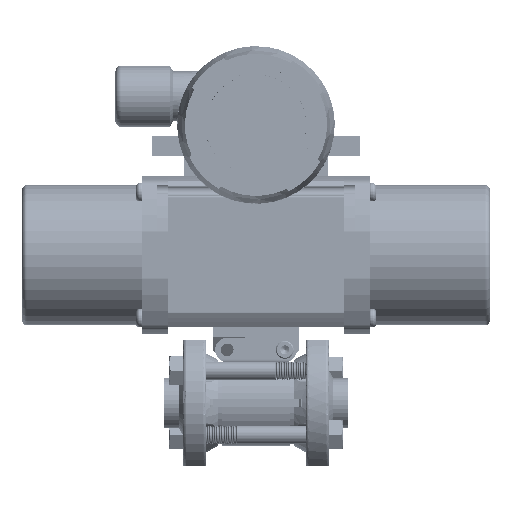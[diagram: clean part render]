
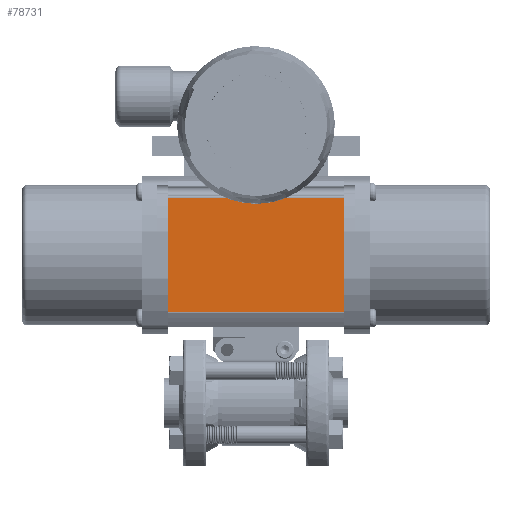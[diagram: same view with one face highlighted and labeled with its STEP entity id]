
A CAD part, top view. The second image highlights one B-rep face of the part: STEP entity #78731.
In plain terms, the highlighted planar face has unit normal (0, 0, 1).
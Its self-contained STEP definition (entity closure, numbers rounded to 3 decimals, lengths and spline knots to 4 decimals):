
#16359 = VECTOR ( 'NONE', #75709, 39.3701 ) ;
#27988 = VERTEX_POINT ( 'NONE', #117693 ) ;
#39079 = PLANE ( 'NONE',  #195194 ) ;
#39582 = EDGE_CURVE ( 'NONE', #151940, #205692, #62242, .T. ) ;
#44360 = VERTEX_POINT ( 'NONE', #54794 ) ;
#49124 = FACE_OUTER_BOUND ( 'NONE', #198233, .T. ) ;
#49457 = DIRECTION ( 'NONE',  ( 0., 1., 0. ) ) ;
#54794 = CARTESIAN_POINT ( 'NONE',  ( -1.5275, 1.5679, 1.17 ) ) ;
#56500 = DIRECTION ( 'NONE',  ( 0., -1., 0. ) ) ;
#62242 = LINE ( 'NONE', #195104, #16359 ) ;
#64585 = CARTESIAN_POINT ( 'NONE',  ( -5.0403, 1.5679, 1.17 ) ) ;
#67969 = ORIENTED_EDGE ( 'NONE', *, *, #39582, .F. ) ;
#72422 = LINE ( 'NONE', #169761, #118123 ) ;
#75709 = DIRECTION ( 'NONE',  ( 0., -1., 0. ) ) ;
#78731 = ADVANCED_FACE ( 'NONE', ( #49124 ), #39079, .F. ) ;
#102186 = CARTESIAN_POINT ( 'NONE',  ( 1.5275, 3.5621, 1.17 ) ) ;
#105792 = CARTESIAN_POINT ( 'NONE',  ( -5.0403, 3.5621, 1.17 ) ) ;
#112122 = ORIENTED_EDGE ( 'NONE', *, *, #164393, .T. ) ;
#114343 = ORIENTED_EDGE ( 'NONE', *, *, #181482, .F. ) ;
#117693 = CARTESIAN_POINT ( 'NONE',  ( -1.5275, 3.5621, 1.17 ) ) ;
#118123 = VECTOR ( 'NONE', #49457, 39.3701 ) ;
#123052 = DIRECTION ( 'NONE',  ( -1., 0., 0. ) ) ;
#123289 = ORIENTED_EDGE ( 'NONE', *, *, #184820, .T. ) ;
#136413 = CARTESIAN_POINT ( 'NONE',  ( 1.5275, 1.5679, 1.17 ) ) ;
#140551 = VECTOR ( 'NONE', #184780, 39.3701 ) ;
#151940 = VERTEX_POINT ( 'NONE', #102186 ) ;
#159459 = DIRECTION ( 'NONE',  ( 0., 0., -1. ) ) ;
#164393 = EDGE_CURVE ( 'NONE', #44360, #205692, #180917, .T. ) ;
#169761 = CARTESIAN_POINT ( 'NONE',  ( -1.5275, 3.5694, 1.17 ) ) ;
#175972 = CARTESIAN_POINT ( 'NONE',  ( -5.0403, 3.5694, 1.17 ) ) ;
#180917 = LINE ( 'NONE', #64585, #140551 ) ;
#181482 = EDGE_CURVE ( 'NONE', #44360, #27988, #72422, .T. ) ;
#184780 = DIRECTION ( 'NONE',  ( 1., 0., 0. ) ) ;
#184820 = EDGE_CURVE ( 'NONE', #151940, #27988, #204688, .T. ) ;
#195104 = CARTESIAN_POINT ( 'NONE',  ( 1.5275, 3.5694, 1.17 ) ) ;
#195194 = AXIS2_PLACEMENT_3D ( 'NONE', #175972, #159459, #56500 ) ;
#198233 = EDGE_LOOP ( 'NONE', ( #67969, #123289, #114343, #112122 ) ) ;
#199270 = VECTOR ( 'NONE', #123052, 39.3701 ) ;
#204688 = LINE ( 'NONE', #105792, #199270 ) ;
#205692 = VERTEX_POINT ( 'NONE', #136413 ) ;
